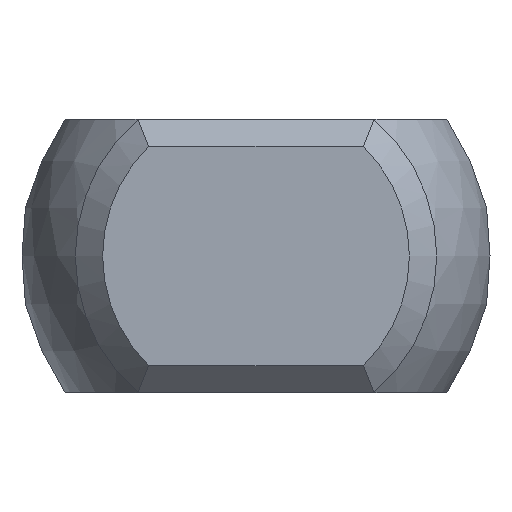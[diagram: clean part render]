
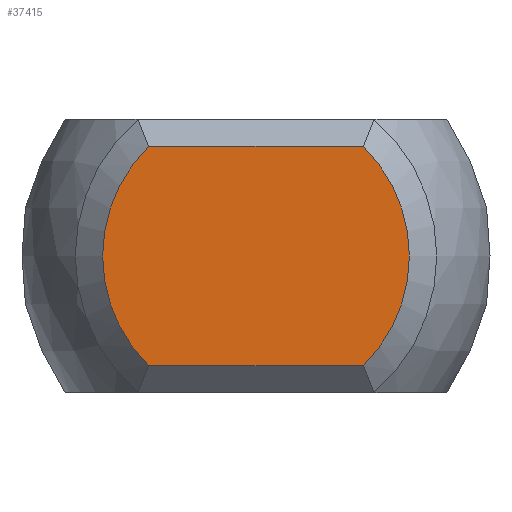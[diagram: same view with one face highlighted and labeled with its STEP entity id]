
A CAD part, left-side view. The second image highlights one B-rep face of the part: STEP entity #37415.
In plain terms, the highlighted planar face has unit normal (-1, 0, 0).
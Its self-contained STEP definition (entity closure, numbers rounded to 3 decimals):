
#35805 = PLANE('',#35806);
#35806 = AXIS2_PLACEMENT_3D('',#35807,#35808,#35809);
#35807 = CARTESIAN_POINT('',(-24.75,3.125,2.25));
#35808 = DIRECTION('',(-0.707,0.,0.707));
#35809 = DIRECTION('',(0.707,0.,0.707));
#37059 = EDGE_CURVE('',#37060,#37062,#37064,.T.);
#37060 = VERTEX_POINT('',#37061);
#37061 = CARTESIAN_POINT('',(-25.,-1.96,-2.));
#37062 = VERTEX_POINT('',#37063);
#37063 = CARTESIAN_POINT('',(-25.,1.96,-2.));
#37064 = SURFACE_CURVE('',#37065,(#37069,#37081),.PCURVE_S1.);
#37065 = LINE('',#37066,#37067);
#37066 = CARTESIAN_POINT('',(-25.,-3.125,-2.));
#37067 = VECTOR('',#37068,1.);
#37068 = DIRECTION('',(0.,1.,0.));
#37069 = PCURVE('',#37070,#37075);
#37070 = PLANE('',#37071);
#37071 = AXIS2_PLACEMENT_3D('',#37072,#37073,#37074);
#37072 = CARTESIAN_POINT('',(-24.75,-3.125,-2.25));
#37073 = DIRECTION('',(-0.707,0.,
    -0.707));
#37074 = DIRECTION('',(-0.707,0.,0.707));
#37075 = DEFINITIONAL_REPRESENTATION('',(#37076),#37080);
#37076 = LINE('',#37077,#37078);
#37077 = CARTESIAN_POINT('',(0.354,0.));
#37078 = VECTOR('',#37079,1.);
#37079 = DIRECTION('',(0.,1.));
#37080 = ( GEOMETRIC_REPRESENTATION_CONTEXT(2) 
PARAMETRIC_REPRESENTATION_CONTEXT() REPRESENTATION_CONTEXT('2D SPACE',''
  ) );
#37081 = PCURVE('',#37082,#37087);
#37082 = PLANE('',#37083);
#37083 = AXIS2_PLACEMENT_3D('',#37084,#37085,#37086);
#37084 = CARTESIAN_POINT('',(-25.,0.,0.));
#37085 = DIRECTION('',(1.,0.,0.));
#37086 = DIRECTION('',(0.,0.,-1.));
#37087 = DEFINITIONAL_REPRESENTATION('',(#37088),#37092);
#37088 = LINE('',#37089,#37090);
#37089 = CARTESIAN_POINT('',(2.,-3.125));
#37090 = VECTOR('',#37091,1.);
#37091 = DIRECTION('',(0.,1.));
#37092 = ( GEOMETRIC_REPRESENTATION_CONTEXT(2) 
PARAMETRIC_REPRESENTATION_CONTEXT() REPRESENTATION_CONTEXT('2D SPACE',''
  ) );
#37112 = CONICAL_SURFACE('',#37113,3.05,0.785);
#37113 = AXIS2_PLACEMENT_3D('',#37114,#37115,#37116);
#37114 = CARTESIAN_POINT('',(-24.75,0.,0.));
#37115 = DIRECTION('',(1.,0.,0.));
#37116 = DIRECTION('',(-0.,1.,0.));
#37162 = CONICAL_SURFACE('',#37163,3.05,0.785);
#37163 = AXIS2_PLACEMENT_3D('',#37164,#37165,#37166);
#37164 = CARTESIAN_POINT('',(-24.75,0.,0.));
#37165 = DIRECTION('',(1.,0.,0.));
#37166 = DIRECTION('',(0.,-1.,0.));
#37176 = EDGE_CURVE('',#37177,#37179,#37181,.T.);
#37177 = VERTEX_POINT('',#37178);
#37178 = CARTESIAN_POINT('',(-25.,1.96,2.));
#37179 = VERTEX_POINT('',#37180);
#37180 = CARTESIAN_POINT('',(-25.,-1.96,2.));
#37181 = SURFACE_CURVE('',#37182,(#37186,#37193),.PCURVE_S1.);
#37182 = LINE('',#37183,#37184);
#37183 = CARTESIAN_POINT('',(-25.,3.125,2.));
#37184 = VECTOR('',#37185,1.);
#37185 = DIRECTION('',(0.,-1.,0.));
#37186 = PCURVE('',#35805,#37187);
#37187 = DEFINITIONAL_REPRESENTATION('',(#37188),#37192);
#37188 = LINE('',#37189,#37190);
#37189 = CARTESIAN_POINT('',(-0.354,0.));
#37190 = VECTOR('',#37191,1.);
#37191 = DIRECTION('',(0.,-1.));
#37192 = ( GEOMETRIC_REPRESENTATION_CONTEXT(2) 
PARAMETRIC_REPRESENTATION_CONTEXT() REPRESENTATION_CONTEXT('2D SPACE',''
  ) );
#37193 = PCURVE('',#37082,#37194);
#37194 = DEFINITIONAL_REPRESENTATION('',(#37195),#37199);
#37195 = LINE('',#37196,#37197);
#37196 = CARTESIAN_POINT('',(-2.,3.125));
#37197 = VECTOR('',#37198,1.);
#37198 = DIRECTION('',(0.,-1.));
#37199 = ( GEOMETRIC_REPRESENTATION_CONTEXT(2) 
PARAMETRIC_REPRESENTATION_CONTEXT() REPRESENTATION_CONTEXT('2D SPACE',''
  ) );
#37272 = EDGE_CURVE('',#37179,#37060,#37273,.T.);
#37273 = SURFACE_CURVE('',#37274,(#37279,#37286),.PCURVE_S1.);
#37274 = CIRCLE('',#37275,2.8);
#37275 = AXIS2_PLACEMENT_3D('',#37276,#37277,#37278);
#37276 = CARTESIAN_POINT('',(-25.,0.,0.));
#37277 = DIRECTION('',(1.,0.,0.));
#37278 = DIRECTION('',(0.,-1.,0.));
#37279 = PCURVE('',#37162,#37280);
#37280 = DEFINITIONAL_REPRESENTATION('',(#37281),#37285);
#37281 = LINE('',#37282,#37283);
#37282 = CARTESIAN_POINT('',(-6.283,-0.25));
#37283 = VECTOR('',#37284,1.);
#37284 = DIRECTION('',(1.,0.));
#37285 = ( GEOMETRIC_REPRESENTATION_CONTEXT(2) 
PARAMETRIC_REPRESENTATION_CONTEXT() REPRESENTATION_CONTEXT('2D SPACE',''
  ) );
#37286 = PCURVE('',#37082,#37287);
#37287 = DEFINITIONAL_REPRESENTATION('',(#37288),#37292);
#37288 = CIRCLE('',#37289,2.8);
#37289 = AXIS2_PLACEMENT_2D('',#37290,#37291);
#37290 = CARTESIAN_POINT('',(0.,0.));
#37291 = DIRECTION('',(0.,-1.));
#37292 = ( GEOMETRIC_REPRESENTATION_CONTEXT(2) 
PARAMETRIC_REPRESENTATION_CONTEXT() REPRESENTATION_CONTEXT('2D SPACE',''
  ) );
#37298 = EDGE_CURVE('',#37062,#37177,#37299,.T.);
#37299 = SURFACE_CURVE('',#37300,(#37305,#37312),.PCURVE_S1.);
#37300 = CIRCLE('',#37301,2.8);
#37301 = AXIS2_PLACEMENT_3D('',#37302,#37303,#37304);
#37302 = CARTESIAN_POINT('',(-25.,0.,0.));
#37303 = DIRECTION('',(1.,0.,0.));
#37304 = DIRECTION('',(-0.,1.,0.));
#37305 = PCURVE('',#37112,#37306);
#37306 = DEFINITIONAL_REPRESENTATION('',(#37307),#37311);
#37307 = LINE('',#37308,#37309);
#37308 = CARTESIAN_POINT('',(0.,-0.25));
#37309 = VECTOR('',#37310,1.);
#37310 = DIRECTION('',(1.,0.));
#37311 = ( GEOMETRIC_REPRESENTATION_CONTEXT(2) 
PARAMETRIC_REPRESENTATION_CONTEXT() REPRESENTATION_CONTEXT('2D SPACE',''
  ) );
#37312 = PCURVE('',#37082,#37313);
#37313 = DEFINITIONAL_REPRESENTATION('',(#37314),#37318);
#37314 = CIRCLE('',#37315,2.8);
#37315 = AXIS2_PLACEMENT_2D('',#37316,#37317);
#37316 = CARTESIAN_POINT('',(0.,0.));
#37317 = DIRECTION('',(0.,1.));
#37318 = ( GEOMETRIC_REPRESENTATION_CONTEXT(2) 
PARAMETRIC_REPRESENTATION_CONTEXT() REPRESENTATION_CONTEXT('2D SPACE',''
  ) );
#37415 = ADVANCED_FACE('',(#37416),#37082,.F.);
#37416 = FACE_BOUND('',#37417,.T.);
#37417 = EDGE_LOOP('',(#37418,#37419,#37420,#37421));
#37418 = ORIENTED_EDGE('',*,*,#37176,.F.);
#37419 = ORIENTED_EDGE('',*,*,#37298,.F.);
#37420 = ORIENTED_EDGE('',*,*,#37059,.F.);
#37421 = ORIENTED_EDGE('',*,*,#37272,.F.);
